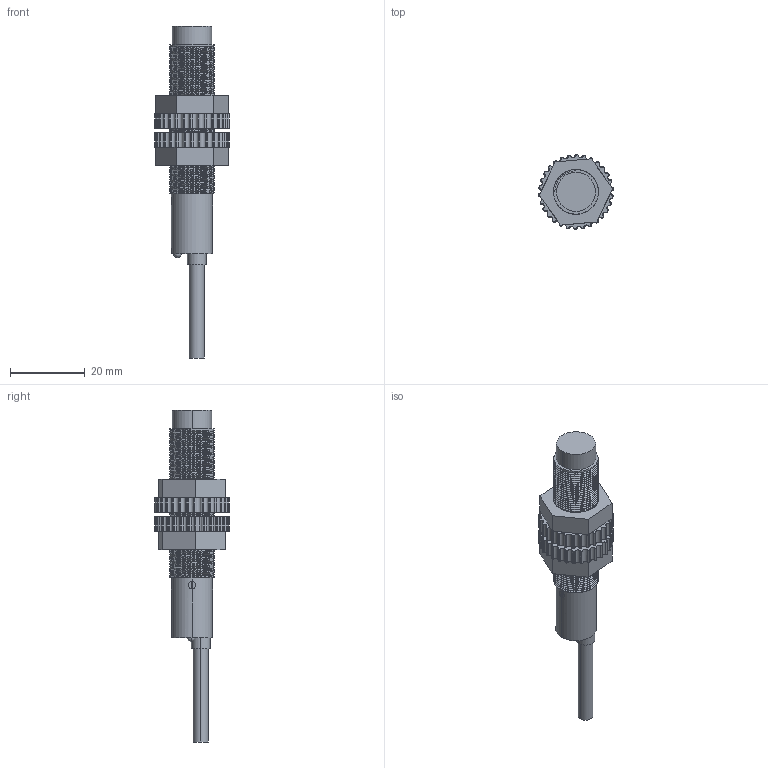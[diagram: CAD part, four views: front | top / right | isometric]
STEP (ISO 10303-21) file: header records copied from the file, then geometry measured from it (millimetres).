
FILE_DESCRIPTION (( 'STEP AP203' ), '1' );
FILE_NAME ('CKF12-06.STEP', '2018-08-02T06:43:50', ( 'XiaZaiMa.COM' ), ( 'Win10NeT.COM' ), 'SwSTEP 2.0', 'SolidWorks 2016', '' );
FILE_SCHEMA (( 'CONFIG_CONTROL_DESIGN' ));
Length unit declared in the file: millimetre
Products named in the file (3): CKF12-06; 30蹟譫
Assembly tree (3 placements, depth 2):
  CKF12-06
    CKF12-06
    30蹟譫  x2
Bounding box: 19.95 x 20 x 89 mm (x, y, z)
Volume: 9494.9 mm3; surface area: 6727.5 mm2
Topology: 3 solids, 3 shells, 585 faces, 1655 edges, 1080 vertices
Faces by surface type: cylinder 489, plane 83, bspline 11, sphere 2
Entity records: 24642 total; most frequent: CARTESIAN_POINT 15351, ORIENTED_EDGE 2100, DIRECTION 1803, EDGE_CURVE 1050, AXIS2_PLACEMENT_3D 716, VERTEX_POINT 687, EDGE_LOOP 381, ADVANCED_FACE 373
